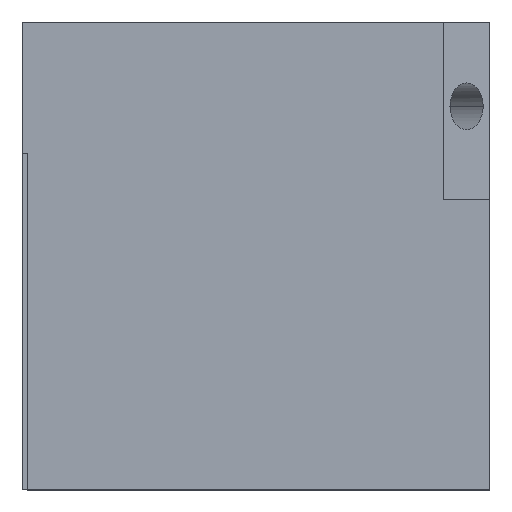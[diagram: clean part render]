
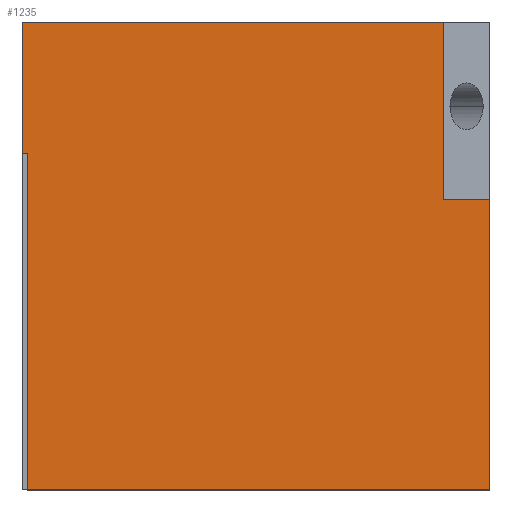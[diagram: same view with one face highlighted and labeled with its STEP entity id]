
A CAD part, front view. The second image highlights one B-rep face of the part: STEP entity #1235.
In plain terms, the highlighted planar face has unit normal (0, -1, 0).
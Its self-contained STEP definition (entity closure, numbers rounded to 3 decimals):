
#10 = LINE ( 'NONE', #351, #2571 ) ;
#17 = VERTEX_POINT ( 'NONE', #402 ) ;
#46 = DIRECTION ( 'NONE',  ( 0., 0., -1. ) ) ;
#134 = CARTESIAN_POINT ( 'NONE',  ( 12.5, -10.5, -5.5 ) ) ;
#287 = DIRECTION ( 'NONE',  ( 1., 0., 0. ) ) ;
#288 = CARTESIAN_POINT ( 'NONE',  ( -12.5, -10.5, -12.5 ) ) ;
#316 = VERTEX_POINT ( 'NONE', #2958 ) ;
#345 = VECTOR ( 'NONE', #46, 1000. ) ;
#351 = CARTESIAN_POINT ( 'NONE',  ( 12.2, -10.5, -5.5 ) ) ;
#402 = CARTESIAN_POINT ( 'NONE',  ( 12.5, -10.5, -12.5 ) ) ;
#421 = VECTOR ( 'NONE', #2008, 1000. ) ;
#444 = VECTOR ( 'NONE', #586, 1000. ) ;
#460 = VECTOR ( 'NONE', #287, 1000. ) ;
#510 = DIRECTION ( 'NONE',  ( 0., 0., 1. ) ) ;
#512 = ORIENTED_EDGE ( 'NONE', *, *, #1654, .T. ) ;
#541 = VECTOR ( 'NONE', #609, 1000. ) ;
#584 = ORIENTED_EDGE ( 'NONE', *, *, #2661, .T. ) ;
#586 = DIRECTION ( 'NONE',  ( 0., 0., 1. ) ) ;
#609 = DIRECTION ( 'NONE',  ( -1., 0., 0. ) ) ;
#611 = FACE_OUTER_BOUND ( 'NONE', #2737, .T. ) ;
#723 = AXIS2_PLACEMENT_3D ( 'NONE', #2508, #2495, #2798 ) ;
#733 = VECTOR ( 'NONE', #510, 1000. ) ;
#808 = CARTESIAN_POINT ( 'NONE',  ( -10., -10.5, -3. ) ) ;
#932 = ORIENTED_EDGE ( 'NONE', *, *, #1889, .T. ) ;
#1054 = EDGE_CURVE ( 'NONE', #1832, #2908, #2943, .T. ) ;
#1073 = CARTESIAN_POINT ( 'NONE',  ( -12.5, -10.5, -3. ) ) ;
#1093 = LINE ( 'NONE', #1771, #421 ) ;
#1109 = CARTESIAN_POINT ( 'NONE',  ( 12.2, -10.5, -5.5 ) ) ;
#1128 = LINE ( 'NONE', #1815, #460 ) ;
#1133 = ORIENTED_EDGE ( 'NONE', *, *, #2998, .F. ) ;
#1210 = VERTEX_POINT ( 'NONE', #134 ) ;
#1235 = ADVANCED_FACE ( 'NONE', ( #611 ), #1390, .T. ) ;
#1262 = EDGE_CURVE ( 'NONE', #17, #1210, #1751, .T. ) ;
#1292 = EDGE_CURVE ( 'NONE', #1644, #17, #1128, .T. ) ;
#1342 = DIRECTION ( 'NONE',  ( 0., 0., -1. ) ) ;
#1367 = LINE ( 'NONE', #3181, #733 ) ;
#1390 = PLANE ( 'NONE',  #723 ) ;
#1411 = VERTEX_POINT ( 'NONE', #1109 ) ;
#1567 = CARTESIAN_POINT ( 'NONE',  ( -12.5, -10.5, 12.5 ) ) ;
#1592 = EDGE_CURVE ( 'NONE', #2908, #2806, #1093, .T. ) ;
#1642 = VECTOR ( 'NONE', #1342, 1000. ) ;
#1644 = VERTEX_POINT ( 'NONE', #3004 ) ;
#1654 = EDGE_CURVE ( 'NONE', #2806, #1644, #2954, .T. ) ;
#1751 = LINE ( 'NONE', #2758, #444 ) ;
#1771 = CARTESIAN_POINT ( 'NONE',  ( -12.5, -10.5, -3. ) ) ;
#1782 = CARTESIAN_POINT ( 'NONE',  ( -10., -10.5, -3. ) ) ;
#1815 = CARTESIAN_POINT ( 'NONE',  ( -12.5, -10.5, -12.5 ) ) ;
#1832 = VERTEX_POINT ( 'NONE', #1567 ) ;
#1889 = EDGE_CURVE ( 'NONE', #316, #1832, #2412, .T. ) ;
#2008 = DIRECTION ( 'NONE',  ( 1., 0., 0. ) ) ;
#2067 = CARTESIAN_POINT ( 'NONE',  ( -12.5, -10.5, 12.5 ) ) ;
#2073 = DIRECTION ( 'NONE',  ( 1., 0., 0. ) ) ;
#2396 = ORIENTED_EDGE ( 'NONE', *, *, #1262, .T. ) ;
#2412 = LINE ( 'NONE', #2067, #541 ) ;
#2467 = ORIENTED_EDGE ( 'NONE', *, *, #1054, .T. ) ;
#2495 = DIRECTION ( 'NONE',  ( 0., -1., 0. ) ) ;
#2508 = CARTESIAN_POINT ( 'NONE',  ( 12.5, -10.5, 12.5 ) ) ;
#2571 = VECTOR ( 'NONE', #2073, 1000. ) ;
#2661 = EDGE_CURVE ( 'NONE', #1411, #316, #1367, .T. ) ;
#2737 = EDGE_LOOP ( 'NONE', ( #512, #2840, #2396, #1133, #584, #932, #2467, #2881 ) ) ;
#2758 = CARTESIAN_POINT ( 'NONE',  ( 12.5, -10.5, -12.5 ) ) ;
#2798 = DIRECTION ( 'NONE',  ( 0., 0., 1. ) ) ;
#2806 = VERTEX_POINT ( 'NONE', #808 ) ;
#2840 = ORIENTED_EDGE ( 'NONE', *, *, #1292, .T. ) ;
#2881 = ORIENTED_EDGE ( 'NONE', *, *, #1592, .T. ) ;
#2908 = VERTEX_POINT ( 'NONE', #1073 ) ;
#2943 = LINE ( 'NONE', #288, #1642 ) ;
#2954 = LINE ( 'NONE', #1782, #345 ) ;
#2958 = CARTESIAN_POINT ( 'NONE',  ( 12.2, -10.5, 12.5 ) ) ;
#2998 = EDGE_CURVE ( 'NONE', #1411, #1210, #10, .T. ) ;
#3004 = CARTESIAN_POINT ( 'NONE',  ( -10., -10.5, -12.5 ) ) ;
#3181 = CARTESIAN_POINT ( 'NONE',  ( 12.2, -10.5, 12.5 ) ) ;
